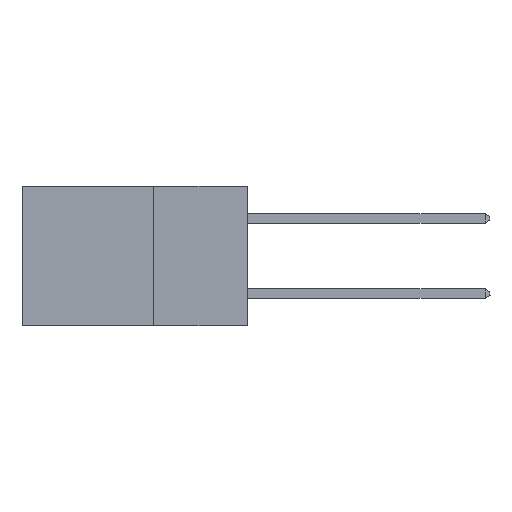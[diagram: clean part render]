
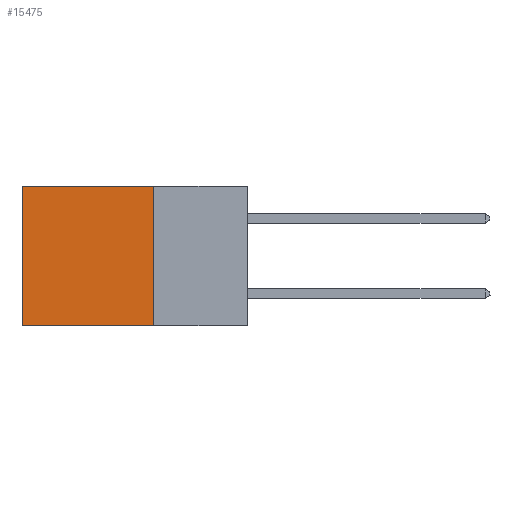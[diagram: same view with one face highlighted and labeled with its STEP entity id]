
A CAD part, left-side view. The second image highlights one B-rep face of the part: STEP entity #15475.
In plain terms, the highlighted planar face has unit normal (-1, 0, 0).
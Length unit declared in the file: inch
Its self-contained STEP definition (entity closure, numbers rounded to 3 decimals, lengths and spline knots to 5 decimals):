
#397 = CARTESIAN_POINT ( 'NONE',  ( 0.298, 0.25, 0. ) ) ;
#462 = EDGE_CURVE ( 'NONE', #19451, #7132, #17953, .T. ) ;
#662 = DIRECTION ( 'NONE',  ( 0., 0., -1. ) ) ;
#1628 = DIRECTION ( 'NONE',  ( 0., 0., -1. ) ) ;
#2334 = VECTOR ( 'NONE', #16318, 39.37008 ) ;
#4867 = VECTOR ( 'NONE', #6935, 39.37008 ) ;
#5066 = CARTESIAN_POINT ( 'NONE',  ( 0.298, 0.6, 0. ) ) ;
#5190 = DIRECTION ( 'NONE',  ( 1., 0., 0. ) ) ;
#5279 = VERTEX_POINT ( 'NONE', #12976 ) ;
#5943 = CARTESIAN_POINT ( 'NONE',  ( 0.298, 0.25, -0.37 ) ) ;
#6232 = ORIENTED_EDGE ( 'NONE', *, *, #9336, .T. ) ;
#6713 = CARTESIAN_POINT ( 'NONE',  ( 0.298, 0.25, 0. ) ) ;
#6935 = DIRECTION ( 'NONE',  ( 0., 1., 0. ) ) ;
#7132 = VERTEX_POINT ( 'NONE', #20803 ) ;
#7170 = FACE_OUTER_BOUND ( 'NONE', #17453, .T. ) ;
#7568 = LINE ( 'NONE', #6713, #4867 ) ;
#7938 = EDGE_CURVE ( 'NONE', #7132, #5279, #21446, .T. ) ;
#8299 = VECTOR ( 'NONE', #662, 39.37008 ) ;
#8724 = CARTESIAN_POINT ( 'NONE',  ( 0.298, 0.25, 0. ) ) ;
#8844 = CARTESIAN_POINT ( 'NONE',  ( 0.298, 0.6, 0. ) ) ;
#9336 = EDGE_CURVE ( 'NONE', #10011, #5279, #15705, .T. ) ;
#10011 = VERTEX_POINT ( 'NONE', #8844 ) ;
#10158 = DIRECTION ( 'NONE',  ( 0., 0., -1. ) ) ;
#10909 = CARTESIAN_POINT ( 'NONE',  ( 0.298, 0.25, 0. ) ) ;
#11136 = VECTOR ( 'NONE', #10158, 39.37008 ) ;
#11225 = ORIENTED_EDGE ( 'NONE', *, *, #7938, .F. ) ;
#11958 = PLANE ( 'NONE',  #20819 ) ;
#12553 = EDGE_CURVE ( 'NONE', #19451, #10011, #7568, .T. ) ;
#12976 = CARTESIAN_POINT ( 'NONE',  ( 0.298, 0.6, -0.37 ) ) ;
#15475 = ADVANCED_FACE ( 'NONE', ( #7170 ), #11958, .F. ) ;
#15705 = LINE ( 'NONE', #5066, #11136 ) ;
#16318 = DIRECTION ( 'NONE',  ( 0., 1., 0. ) ) ;
#17227 = ORIENTED_EDGE ( 'NONE', *, *, #462, .F. ) ;
#17453 = EDGE_LOOP ( 'NONE', ( #6232, #11225, #17227, #17655 ) ) ;
#17655 = ORIENTED_EDGE ( 'NONE', *, *, #12553, .T. ) ;
#17953 = LINE ( 'NONE', #10909, #8299 ) ;
#19451 = VERTEX_POINT ( 'NONE', #397 ) ;
#20803 = CARTESIAN_POINT ( 'NONE',  ( 0.298, 0.25, -0.37 ) ) ;
#20819 = AXIS2_PLACEMENT_3D ( 'NONE', #8724, #5190, #1628 ) ;
#21446 = LINE ( 'NONE', #5943, #2334 ) ;
